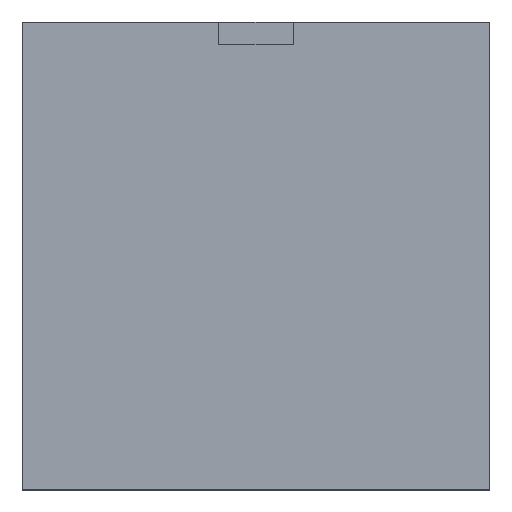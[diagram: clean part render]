
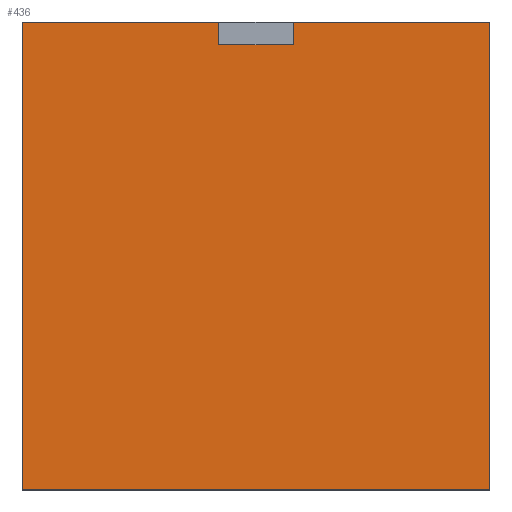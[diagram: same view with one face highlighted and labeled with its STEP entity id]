
A CAD part, top view. The second image highlights one B-rep face of the part: STEP entity #436.
In plain terms, the highlighted planar face has unit normal (0, 0, 1).
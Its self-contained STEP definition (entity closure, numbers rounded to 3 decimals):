
#414=AXIS2_PLACEMENT_3D('Plane Axis2P3D',#411,#412,#413) ;
#40=CARTESIAN_POINT('Vertex',(106.,252.,36.7)) ;
#45=CARTESIAN_POINT('Line Origine',(106.,245.875,36.7)) ;
#49=CARTESIAN_POINT('Vertex',(106.,239.75,36.7)) ;
#76=CARTESIAN_POINT('Line Origine',(126.,239.75,36.7)) ;
#80=CARTESIAN_POINT('Vertex',(146.,239.75,36.7)) ;
#131=CARTESIAN_POINT('Line Origine',(146.,245.875,36.7)) ;
#135=CARTESIAN_POINT('Vertex',(146.,252.,36.7)) ;
#341=CARTESIAN_POINT('Vertex',(0.,252.,36.7)) ;
#348=CARTESIAN_POINT('Vertex',(0.,0.,36.7)) ;
#351=CARTESIAN_POINT('Line Origine',(0.,126.,36.7)) ;
#372=CARTESIAN_POINT('Vertex',(252.,0.,36.7)) ;
#375=CARTESIAN_POINT('Line Origine',(126.,0.,36.7)) ;
#396=CARTESIAN_POINT('Vertex',(252.,252.,36.7)) ;
#399=CARTESIAN_POINT('Line Origine',(252.,126.,36.7)) ;
#411=CARTESIAN_POINT('Axis2P3D Location',(126.,126.,36.7)) ;
#416=CARTESIAN_POINT('Line Origine',(53.,252.,36.7)) ;
#421=CARTESIAN_POINT('Line Origine',(199.,252.,36.7)) ;
#46=DIRECTION('Vector Direction',(0.,-1.,0.)) ;
#77=DIRECTION('Vector Direction',(-1.,0.,0.)) ;
#132=DIRECTION('Vector Direction',(0.,1.,0.)) ;
#352=DIRECTION('Vector Direction',(0.,-1.,0.)) ;
#376=DIRECTION('Vector Direction',(-1.,0.,0.)) ;
#400=DIRECTION('Vector Direction',(0.,1.,0.)) ;
#412=DIRECTION('Axis2P3D Direction',(0.,0.,1.)) ;
#413=DIRECTION('Axis2P3D XDirection',(1.,0.,0.)) ;
#417=DIRECTION('Vector Direction',(1.,0.,0.)) ;
#422=DIRECTION('Vector Direction',(1.,0.,0.)) ;
#47=VECTOR('Line Direction',#46,1.) ;
#78=VECTOR('Line Direction',#77,1.) ;
#133=VECTOR('Line Direction',#132,1.) ;
#353=VECTOR('Line Direction',#352,1.) ;
#377=VECTOR('Line Direction',#376,1.) ;
#401=VECTOR('Line Direction',#400,1.) ;
#418=VECTOR('Line Direction',#417,1.) ;
#423=VECTOR('Line Direction',#422,1.) ;
#427=ORIENTED_EDGE('',*,*,#420,.T.) ;
#428=ORIENTED_EDGE('',*,*,#355,.T.) ;
#429=ORIENTED_EDGE('',*,*,#379,.T.) ;
#430=ORIENTED_EDGE('',*,*,#403,.T.) ;
#431=ORIENTED_EDGE('',*,*,#425,.T.) ;
#432=ORIENTED_EDGE('',*,*,#137,.F.) ;
#433=ORIENTED_EDGE('',*,*,#82,.F.) ;
#434=ORIENTED_EDGE('',*,*,#51,.F.) ;
#436=ADVANCED_FACE('S3D-gedreht',(#435),#415,.T.) ;
#51=EDGE_CURVE('',#41,#50,#48,.T.) ;
#82=EDGE_CURVE('',#50,#81,#79,.F.) ;
#137=EDGE_CURVE('',#81,#136,#134,.T.) ;
#355=EDGE_CURVE('',#342,#349,#354,.T.) ;
#379=EDGE_CURVE('',#349,#373,#378,.F.) ;
#403=EDGE_CURVE('',#373,#397,#402,.T.) ;
#420=EDGE_CURVE('',#41,#342,#419,.F.) ;
#425=EDGE_CURVE('',#397,#136,#424,.F.) ;
#426=EDGE_LOOP('',(#427,#428,#429,#430,#431,#432,#433,#434)) ;
#435=FACE_OUTER_BOUND('',#426,.T.) ;
#48=LINE('Line',#45,#47) ;
#79=LINE('Line',#76,#78) ;
#134=LINE('Line',#131,#133) ;
#354=LINE('Line',#351,#353) ;
#378=LINE('Line',#375,#377) ;
#402=LINE('Line',#399,#401) ;
#419=LINE('Line',#416,#418) ;
#424=LINE('Line',#421,#423) ;
#415=PLANE('',#414) ;
#41=VERTEX_POINT('',#40) ;
#50=VERTEX_POINT('',#49) ;
#81=VERTEX_POINT('',#80) ;
#136=VERTEX_POINT('',#135) ;
#342=VERTEX_POINT('',#341) ;
#349=VERTEX_POINT('',#348) ;
#373=VERTEX_POINT('',#372) ;
#397=VERTEX_POINT('',#396) ;
